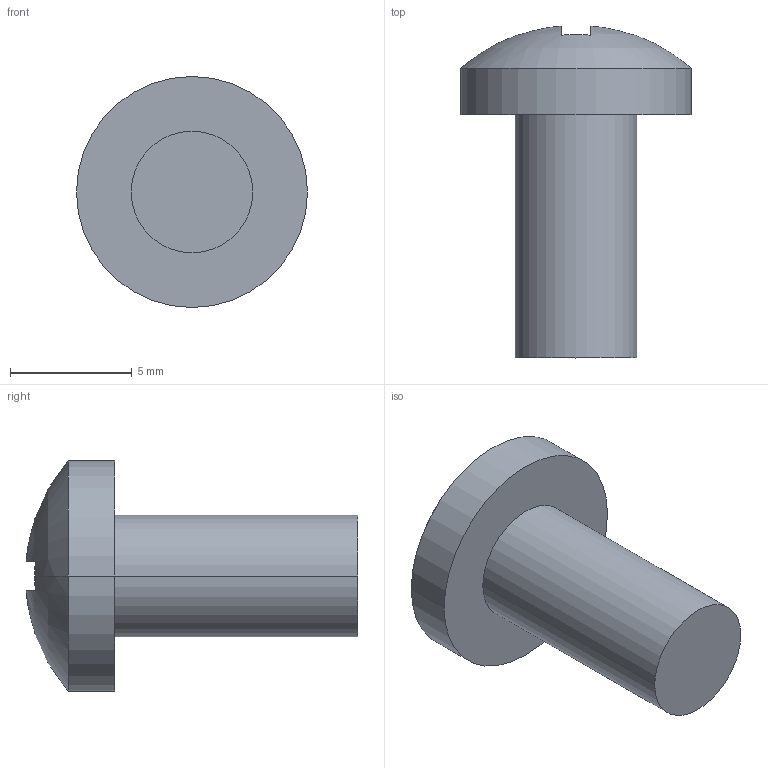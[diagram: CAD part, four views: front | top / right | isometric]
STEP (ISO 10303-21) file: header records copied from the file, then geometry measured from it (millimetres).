
FILE_DESCRIPTION(('STEP AP214'),'1');
FILE_NAME('cctmp_2AF40425-1359-400A-B943-2AB11B7A0B6C_2024_05_06_11_05_38_0361..stp','2024-05-06T09:05:38',('SIEMENS A&D'),('CADClick - www.CADClick.com'),'Spatial InterOp 3D',' ','unknown authorization');
FILE_SCHEMA(('AUTOMOTIVE_DESIGN'));
Length unit declared in the file: millimetre
Products named in the file (1): 2024_05_06_11_05_38_0345
Bounding box: 9.5 x 13.65 x 9.5 mm (x, y, z)
Volume: 387.8 mm3; surface area: 383.7 mm2
Topology: 1 solids, 1 shells, 21 faces, 53 edges, 35 vertices
Faces by surface type: plane 15, cylinder 4, sphere 2
Entity records: 836 total; most frequent: DIRECTION 122, CARTESIAN_POINT 110, ORIENTED_EDGE 106, EDGE_CURVE 53, AXIS2_PLACEMENT_3D 47, VERTEX_POINT 35, LINE 28, VECTOR 28
